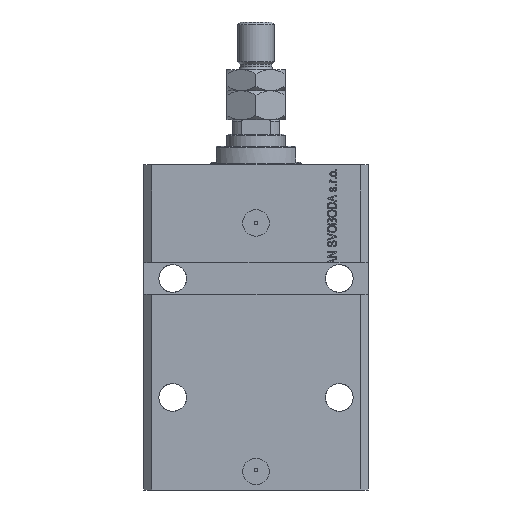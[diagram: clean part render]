
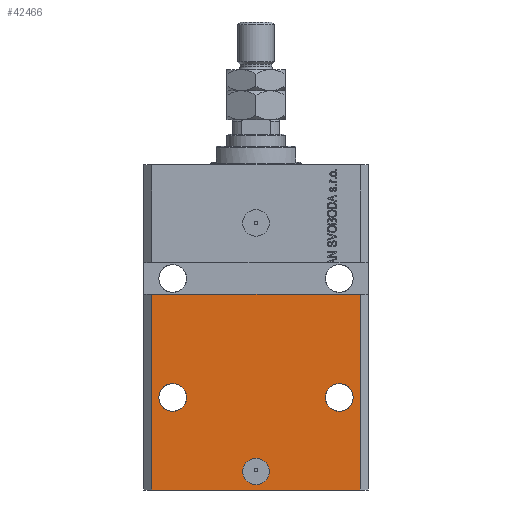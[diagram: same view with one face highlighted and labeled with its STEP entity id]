
A CAD part, front view. The second image highlights one B-rep face of the part: STEP entity #42466.
In plain terms, the highlighted planar face has unit normal (0, -1, 0).
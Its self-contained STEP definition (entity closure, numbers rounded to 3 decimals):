
#1085 = CARTESIAN_POINT ( 'NONE',  ( -39.5, -31.5, -123. ) ) ;
#1396 = EDGE_CURVE ( 'NONE', #41769, #8086, #22217, .T. ) ;
#1579 = ORIENTED_EDGE ( 'NONE', *, *, #23300, .F. ) ;
#2366 = EDGE_LOOP ( 'NONE', ( #35071, #7109 ) ) ;
#2597 = CIRCLE ( 'NONE', #15478, 5.25 ) ;
#3231 = DIRECTION ( 'NONE',  ( 0., -1., 0. ) ) ;
#3547 = CIRCLE ( 'NONE', #38475, 5.25 ) ;
#3706 = VECTOR ( 'NONE', #15642, 1000. ) ;
#4275 = LINE ( 'NONE', #29636, #3706 ) ;
#4326 = DIRECTION ( 'NONE',  ( 1., 0., 0. ) ) ;
#4354 = EDGE_CURVE ( 'NONE', #8086, #45960, #31018, .T. ) ;
#4507 = CARTESIAN_POINT ( 'NONE',  ( -5., -31.5, -116. ) ) ;
#4809 = EDGE_LOOP ( 'NONE', ( #16830, #19387, #33892, #41238 ) ) ;
#5499 = CIRCLE ( 'NONE', #32003, 5.25 ) ;
#5760 = EDGE_CURVE ( 'NONE', #46486, #30755, #38121, .T. ) ;
#7109 = ORIENTED_EDGE ( 'NONE', *, *, #8955, .F. ) ;
#7392 = FACE_BOUND ( 'NONE', #43271, .T. ) ;
#8086 = VERTEX_POINT ( 'NONE', #38071 ) ;
#8170 = CARTESIAN_POINT ( 'NONE',  ( 31.5, -31.5, -88. ) ) ;
#8237 = CARTESIAN_POINT ( 'NONE',  ( -39.5, -31.5, -123. ) ) ;
#8955 = EDGE_CURVE ( 'NONE', #30755, #46486, #3547, .T. ) ;
#10321 = CARTESIAN_POINT ( 'NONE',  ( 26.25, -31.5, -88. ) ) ;
#10375 = ORIENTED_EDGE ( 'NONE', *, *, #44838, .F. ) ;
#10692 = ORIENTED_EDGE ( 'NONE', *, *, #37959, .F. ) ;
#11019 = EDGE_CURVE ( 'NONE', #12112, #45960, #27599, .T. ) ;
#11400 = CIRCLE ( 'NONE', #11435, 5. ) ;
#11404 = CARTESIAN_POINT ( 'NONE',  ( -39.5, -31.5, -123. ) ) ;
#11435 = AXIS2_PLACEMENT_3D ( 'NONE', #38374, #31490, #45985 ) ;
#11816 = CIRCLE ( 'NONE', #36032, 5. ) ;
#12112 = VERTEX_POINT ( 'NONE', #43647 ) ;
#12653 = CARTESIAN_POINT ( 'NONE',  ( 39.5, -31.5, -123. ) ) ;
#14648 = EDGE_CURVE ( 'NONE', #41769, #12112, #4275, .T. ) ;
#14731 = VERTEX_POINT ( 'NONE', #34377 ) ;
#15478 = AXIS2_PLACEMENT_3D ( 'NONE', #31763, #17519, #46253 ) ;
#15642 = DIRECTION ( 'NONE',  ( 1., 0., 0. ) ) ;
#16830 = ORIENTED_EDGE ( 'NONE', *, *, #4354, .F. ) ;
#16831 = DIRECTION ( 'NONE',  ( -1., 0., 0. ) ) ;
#17007 = DIRECTION ( 'NONE',  ( 1., 0., 0. ) ) ;
#17137 = VERTEX_POINT ( 'NONE', #4507 ) ;
#17296 = DIRECTION ( 'NONE',  ( 0., -1., 0. ) ) ;
#17519 = DIRECTION ( 'NONE',  ( 0., -1., 0. ) ) ;
#18533 = CARTESIAN_POINT ( 'NONE',  ( 31.5, -31.5, -88. ) ) ;
#19154 = VECTOR ( 'NONE', #17007, 1000. ) ;
#19387 = ORIENTED_EDGE ( 'NONE', *, *, #1396, .F. ) ;
#20545 = VECTOR ( 'NONE', #29811, 1000. ) ;
#21160 = DIRECTION ( 'NONE',  ( 0., -1., 0. ) ) ;
#21683 = DIRECTION ( 'NONE',  ( 1., 0., 0. ) ) ;
#21841 = PLANE ( 'NONE',  #42037 ) ;
#22217 = LINE ( 'NONE', #8237, #20545 ) ;
#22333 = DIRECTION ( 'NONE',  ( 0., -1., 0. ) ) ;
#23300 = EDGE_CURVE ( 'NONE', #14731, #17137, #11400, .T. ) ;
#26003 = AXIS2_PLACEMENT_3D ( 'NONE', #18533, #22333, #4326 ) ;
#27529 = EDGE_CURVE ( 'NONE', #43990, #40655, #5499, .T. ) ;
#27599 = LINE ( 'NONE', #12653, #37702 ) ;
#28748 = DIRECTION ( 'NONE',  ( 0., 0., -1. ) ) ;
#29197 = FACE_BOUND ( 'NONE', #43873, .T. ) ;
#29435 = ORIENTED_EDGE ( 'NONE', *, *, #27529, .F. ) ;
#29583 = CARTESIAN_POINT ( 'NONE',  ( 39.5, -31.5, -49. ) ) ;
#29636 = CARTESIAN_POINT ( 'NONE',  ( -39.5, -31.5, -123. ) ) ;
#29811 = DIRECTION ( 'NONE',  ( 0., 0., 1. ) ) ;
#30755 = VERTEX_POINT ( 'NONE', #10321 ) ;
#31018 = LINE ( 'NONE', #41701, #19154 ) ;
#31490 = DIRECTION ( 'NONE',  ( 0., -1., 0. ) ) ;
#31763 = CARTESIAN_POINT ( 'NONE',  ( -31.5, -31.5, -88. ) ) ;
#32003 = AXIS2_PLACEMENT_3D ( 'NONE', #34864, #17296, #16831 ) ;
#32606 = DIRECTION ( 'NONE',  ( 1., 0., 0. ) ) ;
#33892 = ORIENTED_EDGE ( 'NONE', *, *, #14648, .T. ) ;
#34377 = CARTESIAN_POINT ( 'NONE',  ( 5., -31.5, -116. ) ) ;
#34864 = CARTESIAN_POINT ( 'NONE',  ( -31.5, -31.5, -88. ) ) ;
#35071 = ORIENTED_EDGE ( 'NONE', *, *, #5760, .F. ) ;
#35716 = CARTESIAN_POINT ( 'NONE',  ( 0., -31.5, -116. ) ) ;
#36032 = AXIS2_PLACEMENT_3D ( 'NONE', #35716, #3231, #32606 ) ;
#37082 = DIRECTION ( 'NONE',  ( 0., -1., 0. ) ) ;
#37559 = CARTESIAN_POINT ( 'NONE',  ( -26.25, -31.5, -88. ) ) ;
#37702 = VECTOR ( 'NONE', #42304, 1000. ) ;
#37959 = EDGE_CURVE ( 'NONE', #40655, #43990, #2597, .T. ) ;
#38071 = CARTESIAN_POINT ( 'NONE',  ( -39.5, -31.5, -49. ) ) ;
#38121 = CIRCLE ( 'NONE', #26003, 5.25 ) ;
#38374 = CARTESIAN_POINT ( 'NONE',  ( 0., -31.5, -116. ) ) ;
#38475 = AXIS2_PLACEMENT_3D ( 'NONE', #8170, #37082, #21683 ) ;
#38562 = CARTESIAN_POINT ( 'NONE',  ( -36.75, -31.5, -88. ) ) ;
#40655 = VERTEX_POINT ( 'NONE', #37559 ) ;
#41238 = ORIENTED_EDGE ( 'NONE', *, *, #11019, .T. ) ;
#41701 = CARTESIAN_POINT ( 'NONE',  ( -42.5, -31.5, -49. ) ) ;
#41769 = VERTEX_POINT ( 'NONE', #1085 ) ;
#42037 = AXIS2_PLACEMENT_3D ( 'NONE', #11404, #21160, #28748 ) ;
#42304 = DIRECTION ( 'NONE',  ( 0., 0., 1. ) ) ;
#42466 = ADVANCED_FACE ( 'NONE', ( #29197, #43686, #7392, #43924 ), #21841, .T. ) ;
#43271 = EDGE_LOOP ( 'NONE', ( #10692, #29435 ) ) ;
#43647 = CARTESIAN_POINT ( 'NONE',  ( 39.5, -31.5, -123. ) ) ;
#43686 = FACE_BOUND ( 'NONE', #2366, .T. ) ;
#43873 = EDGE_LOOP ( 'NONE', ( #1579, #10375 ) ) ;
#43924 = FACE_OUTER_BOUND ( 'NONE', #4809, .T. ) ;
#43990 = VERTEX_POINT ( 'NONE', #38562 ) ;
#44386 = CARTESIAN_POINT ( 'NONE',  ( 36.75, -31.5, -88. ) ) ;
#44838 = EDGE_CURVE ( 'NONE', #17137, #14731, #11816, .T. ) ;
#45960 = VERTEX_POINT ( 'NONE', #29583 ) ;
#45985 = DIRECTION ( 'NONE',  ( 1., 0., 0. ) ) ;
#46253 = DIRECTION ( 'NONE',  ( -1., 0., 0. ) ) ;
#46486 = VERTEX_POINT ( 'NONE', #44386 ) ;
